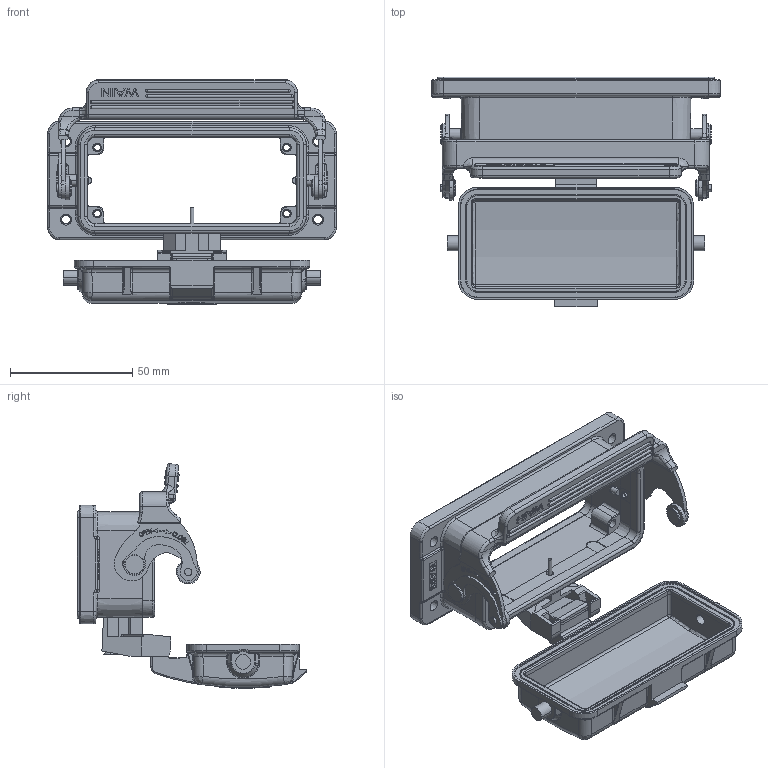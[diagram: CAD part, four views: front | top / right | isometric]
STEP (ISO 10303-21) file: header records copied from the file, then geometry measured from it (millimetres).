
FILE_DESCRIPTION((''),'2;1');
FILE_NAME('H16B-BK-2_2_1_ASM_1_ASM','2018-12-10T',('sy.ji'),(''),'PRO/ENGINEER BY PARAMETRIC TECHNOLOGY CORPORATION, 2014310','PRO/ENGINEER BY PARAMETRIC TECHNOLOGY CORPORATION, 2014310','');
FILE_SCHEMA(('CONFIG_CONTROL_DESIGN'));
Length unit declared in the file: millimetre
Products named in the file (6): BREP_WITH_VOIDS_82534; MANIFOLD_SOLID_BREP_82738; MANIFOLD_SOLID_BREP_82942; BREP_WITH_VOIDS_49090_1_ASM; H16B-MCV-2B0_1; H16B-BK-2_2_1_ASM_1_ASM
Assembly tree (5 placements, depth 3):
  H16B-BK-2_2_1_ASM_1_ASM
    BREP_WITH_VOIDS_49090_1_ASM
      BREP_WITH_VOIDS_82534
      MANIFOLD_SOLID_BREP_82738
      MANIFOLD_SOLID_BREP_82942
    H16B-MCV-2B0_1
Bounding box: 117.99 x 93.85 x 91.74 mm (x, y, z)
Volume: 82872.1 mm3; surface area: 62746.3 mm2
Topology: 4 solids, 38 shells, 2554 faces, 6817 edges, 4343 vertices
Faces by surface type: plane 960, cylinder 730, extrusion 278, torus 203, bspline 196, cone 125, sphere 62
Entity records: 106443 total; most frequent: CARTESIAN_POINT 34199, ORIENTED_EDGE 13444, DIRECTION 11414, EDGE_CURVE 6751, VERTEX_POINT 4343, AXIS2_PLACEMENT_3D 3886, VECTOR 3642, LINE 3364
